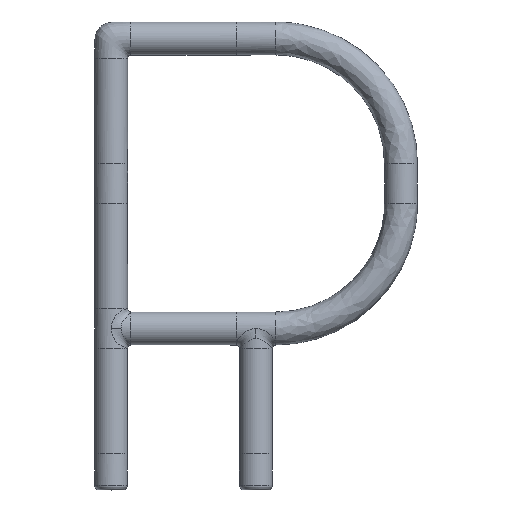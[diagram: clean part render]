
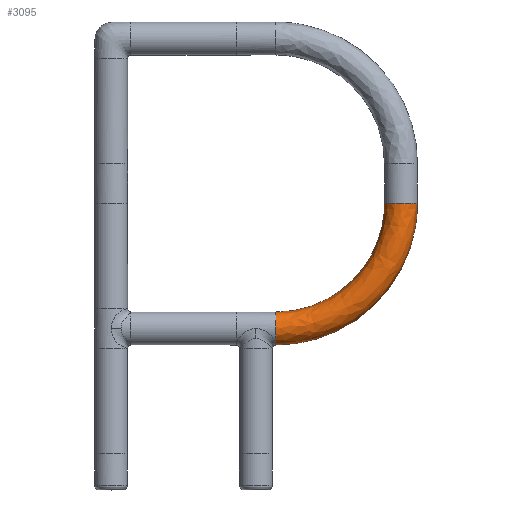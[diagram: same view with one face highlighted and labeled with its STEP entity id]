
A CAD part, top view. The second image highlights one B-rep face of the part: STEP entity #3095.
In plain terms, the highlighted free-form (B-spline) face has degree [2, 2] with [9, 9] control points.
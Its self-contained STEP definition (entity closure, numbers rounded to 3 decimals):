
#125=(
BOUNDED_SURFACE()
B_SPLINE_SURFACE(2,2,((#17321,#17322,#17323,#17324,#17325,#17326,#17327,
#17328,#17329),(#17330,#17331,#17332,#17333,#17334,#17335,#17336,#17337,
#17338),(#17339,#17340,#17341,#17342,#17343,#17344,#17345,#17346,#17347),
(#17348,#17349,#17350,#17351,#17352,#17353,#17354,#17355,#17356),(#17357,
#17358,#17359,#17360,#17361,#17362,#17363,#17364,#17365),(#17366,#17367,
#17368,#17369,#17370,#17371,#17372,#17373,#17374),(#17375,#17376,#17377,
#17378,#17379,#17380,#17381,#17382,#17383),(#17384,#17385,#17386,#17387,
#17388,#17389,#17390,#17391,#17392),(#17393,#17394,#17395,#17396,#17397,
#17398,#17399,#17400,#17401)),.UNSPECIFIED.,.T.,.F.,.F.)
B_SPLINE_SURFACE_WITH_KNOTS((3,2,2,2,3),(3,2,2,2,3),(0.,148.911,
297.823,446.734,595.646),(0.,19.635,
39.27,58.905,78.54),.UNSPECIFIED.)
GEOMETRIC_REPRESENTATION_ITEM()
RATIONAL_B_SPLINE_SURFACE(((1.,0.707,1.,0.707,1.,
0.707,1.,0.707,1.),(0.707,0.5,0.707,
0.5,0.707,0.5,0.707,0.5,0.707),(1.,
0.707,1.,0.707,1.,0.707,1.,0.707,
1.),(0.707,0.5,0.707,0.5,0.707,0.5,
0.707,0.5,0.707),(1.,0.707,1.,0.707,
1.,0.707,1.,0.707,1.),(0.707,0.5,0.707,
0.5,0.707,0.5,0.707,0.5,0.707),(1.,
0.707,1.,0.707,1.,0.707,1.,0.707,
1.),(0.707,0.5,0.707,0.5,0.707,0.5,
0.707,0.5,0.707),(1.,0.707,1.,0.707,
1.,0.707,1.,0.707,1.)))
REPRESENTATION_ITEM('')
SURFACE()
);
#3095=ADVANCED_FACE('',(#3415),#125,.T.);
#3415=FACE_OUTER_BOUND('',#3776,.T.);
#3776=EDGE_LOOP('',(#4892,#4893,#4894,#4895));
#4892=ORIENTED_EDGE('',*,*,#5835,.T.);
#4893=ORIENTED_EDGE('',*,*,#5734,.F.);
#4894=ORIENTED_EDGE('',*,*,#5636,.F.);
#4895=ORIENTED_EDGE('',*,*,#5737,.T.);
#5636=EDGE_CURVE('',#7101,#7106,#6272,.T.);
#5734=EDGE_CURVE('',#7106,#7186,#6315,.T.);
#5737=EDGE_CURVE('',#7101,#7187,#6316,.T.);
#5835=EDGE_CURVE('',#7187,#7186,#6359,.T.);
#6272=(
BOUNDED_CURVE()
B_SPLINE_CURVE(2,(#22566,#22567,#22568,#22569,#22570),.UNSPECIFIED.,.F.,
 .F.)
B_SPLINE_CURVE_WITH_KNOTS((3,2,3),(0.,25.,50.),
 .UNSPECIFIED.)
CURVE()
GEOMETRIC_REPRESENTATION_ITEM()
RATIONAL_B_SPLINE_CURVE((1.,0.707,1.,0.707,1.))
REPRESENTATION_ITEM('')
);
#6315=(
BOUNDED_CURVE()
B_SPLINE_CURVE(2,(#23306,#23307,#23308),.UNSPECIFIED.,.F.,.F.)
B_SPLINE_CURVE_WITH_KNOTS((3,3),(0.,129.227),.UNSPECIFIED.)
CURVE()
GEOMETRIC_REPRESENTATION_ITEM()
RATIONAL_B_SPLINE_CURVE((1.,0.707,1.))
REPRESENTATION_ITEM('')
);
#6316=(
BOUNDED_CURVE()
B_SPLINE_CURVE(2,(#23431,#23432,#23433),.UNSPECIFIED.,.F.,.F.)
B_SPLINE_CURVE_WITH_KNOTS((3,3),(148.934,297.801),
 .UNSPECIFIED.)
CURVE()
GEOMETRIC_REPRESENTATION_ITEM()
RATIONAL_B_SPLINE_CURVE((1.,0.707,1.))
REPRESENTATION_ITEM('')
);
#6359=(
BOUNDED_CURVE()
B_SPLINE_CURVE(2,(#24272,#24273,#24274,#24275,#24276),.UNSPECIFIED.,.F.,
 .F.)
B_SPLINE_CURVE_WITH_KNOTS((3,2,3),(-39.27,-19.635,
0.),.UNSPECIFIED.)
CURVE()
GEOMETRIC_REPRESENTATION_ITEM()
RATIONAL_B_SPLINE_CURVE((1.,0.707,1.,0.707,1.))
REPRESENTATION_ITEM('')
);
#7101=VERTEX_POINT('',#20693);
#7106=VERTEX_POINT('',#20698);
#7186=VERTEX_POINT('',#20778);
#7187=VERTEX_POINT('',#20779);
#17321=CARTESIAN_POINT('',(125.025,312.,0.));
#17322=CARTESIAN_POINT('',(125.025,312.,-12.5));
#17323=CARTESIAN_POINT('',(125.025,299.5,-12.5));
#17324=CARTESIAN_POINT('',(125.025,287.,-12.5));
#17325=CARTESIAN_POINT('',(125.025,287.,0.));
#17326=CARTESIAN_POINT('',(125.025,287.,12.5));
#17327=CARTESIAN_POINT('',(125.025,299.5,12.5));
#17328=CARTESIAN_POINT('',(125.025,312.,12.5));
#17329=CARTESIAN_POINT('',(125.025,312.,0.));
#17330=CARTESIAN_POINT('',(232.325,312.,0.));
#17331=CARTESIAN_POINT('',(232.325,312.,-12.5));
#17332=CARTESIAN_POINT('',(219.825,299.5,-12.5));
#17333=CARTESIAN_POINT('',(207.325,287.,-12.5));
#17334=CARTESIAN_POINT('',(207.325,287.,0.));
#17335=CARTESIAN_POINT('',(207.325,287.,12.5));
#17336=CARTESIAN_POINT('',(219.825,299.5,12.5));
#17337=CARTESIAN_POINT('',(232.325,312.,12.5));
#17338=CARTESIAN_POINT('',(232.325,312.,0.));
#17339=CARTESIAN_POINT('',(232.325,204.7,0.));
#17340=CARTESIAN_POINT('',(232.325,204.7,-12.5));
#17341=CARTESIAN_POINT('',(219.825,204.7,-12.5));
#17342=CARTESIAN_POINT('',(207.325,204.7,-12.5));
#17343=CARTESIAN_POINT('',(207.325,204.7,0.));
#17344=CARTESIAN_POINT('',(207.325,204.7,12.5));
#17345=CARTESIAN_POINT('',(219.825,204.7,12.5));
#17346=CARTESIAN_POINT('',(232.325,204.7,12.5));
#17347=CARTESIAN_POINT('',(232.325,204.7,0.));
#17348=CARTESIAN_POINT('',(232.325,97.4,0.));
#17349=CARTESIAN_POINT('',(232.325,97.4,-12.5));
#17350=CARTESIAN_POINT('',(219.825,109.9,-12.5));
#17351=CARTESIAN_POINT('',(207.325,122.4,-12.5));
#17352=CARTESIAN_POINT('',(207.325,122.4,0.));
#17353=CARTESIAN_POINT('',(207.325,122.4,12.5));
#17354=CARTESIAN_POINT('',(219.825,109.9,12.5));
#17355=CARTESIAN_POINT('',(232.325,97.4,12.5));
#17356=CARTESIAN_POINT('',(232.325,97.4,0.));
#17357=CARTESIAN_POINT('',(125.025,97.4,0.));
#17358=CARTESIAN_POINT('',(125.025,97.4,-12.5));
#17359=CARTESIAN_POINT('',(125.025,109.9,-12.5));
#17360=CARTESIAN_POINT('',(125.025,122.4,-12.5));
#17361=CARTESIAN_POINT('',(125.025,122.4,0.));
#17362=CARTESIAN_POINT('',(125.025,122.4,12.5));
#17363=CARTESIAN_POINT('',(125.025,109.9,12.5));
#17364=CARTESIAN_POINT('',(125.025,97.4,12.5));
#17365=CARTESIAN_POINT('',(125.025,97.4,0.));
#17366=CARTESIAN_POINT('',(17.725,97.4,0.));
#17367=CARTESIAN_POINT('',(17.725,97.4,-12.5));
#17368=CARTESIAN_POINT('',(30.225,109.9,-12.5));
#17369=CARTESIAN_POINT('',(42.725,122.4,-12.5));
#17370=CARTESIAN_POINT('',(42.725,122.4,0.));
#17371=CARTESIAN_POINT('',(42.725,122.4,12.5));
#17372=CARTESIAN_POINT('',(30.225,109.9,12.5));
#17373=CARTESIAN_POINT('',(17.725,97.4,12.5));
#17374=CARTESIAN_POINT('',(17.725,97.4,0.));
#17375=CARTESIAN_POINT('',(17.725,204.7,0.));
#17376=CARTESIAN_POINT('',(17.725,204.7,-12.5));
#17377=CARTESIAN_POINT('',(30.225,204.7,-12.5));
#17378=CARTESIAN_POINT('',(42.725,204.7,-12.5));
#17379=CARTESIAN_POINT('',(42.725,204.7,0.));
#17380=CARTESIAN_POINT('',(42.725,204.7,12.5));
#17381=CARTESIAN_POINT('',(30.225,204.7,12.5));
#17382=CARTESIAN_POINT('',(17.725,204.7,12.5));
#17383=CARTESIAN_POINT('',(17.725,204.7,0.));
#17384=CARTESIAN_POINT('',(17.725,312.,0.));
#17385=CARTESIAN_POINT('',(17.725,312.,-12.5));
#17386=CARTESIAN_POINT('',(30.225,299.5,-12.5));
#17387=CARTESIAN_POINT('',(42.725,287.,-12.5));
#17388=CARTESIAN_POINT('',(42.725,287.,0.));
#17389=CARTESIAN_POINT('',(42.725,287.,12.5));
#17390=CARTESIAN_POINT('',(30.225,299.5,12.5));
#17391=CARTESIAN_POINT('',(17.725,312.,12.5));
#17392=CARTESIAN_POINT('',(17.725,312.,0.));
#17393=CARTESIAN_POINT('',(125.025,312.,0.));
#17394=CARTESIAN_POINT('',(125.025,312.,-12.5));
#17395=CARTESIAN_POINT('',(125.025,299.5,-12.5));
#17396=CARTESIAN_POINT('',(125.025,287.,-12.5));
#17397=CARTESIAN_POINT('',(125.025,287.,0.));
#17398=CARTESIAN_POINT('',(125.025,287.,12.5));
#17399=CARTESIAN_POINT('',(125.025,299.5,12.5));
#17400=CARTESIAN_POINT('',(125.025,312.,12.5));
#17401=CARTESIAN_POINT('',(125.025,312.,0.));
#20693=CARTESIAN_POINT('',(124.95,97.4,0.));
#20698=CARTESIAN_POINT('',(124.975,122.4,0.));
#20778=CARTESIAN_POINT('',(207.325,204.75,0.));
#20779=CARTESIAN_POINT('',(232.325,204.75,0.));
#22566=CARTESIAN_POINT('',(124.95,97.4,0.));
#22567=CARTESIAN_POINT('',(124.95,97.4,12.5));
#22568=CARTESIAN_POINT('',(124.962,109.9,12.5));
#22569=CARTESIAN_POINT('',(124.975,122.4,12.5));
#22570=CARTESIAN_POINT('',(124.975,122.4,0.));
#23306=CARTESIAN_POINT('',(124.975,122.4,0.));
#23307=CARTESIAN_POINT('',(207.3,122.425,0.));
#23308=CARTESIAN_POINT('',(207.325,204.75,0.));
#23431=CARTESIAN_POINT('',(124.95,97.4,0.));
#23432=CARTESIAN_POINT('',(232.287,97.413,0.));
#23433=CARTESIAN_POINT('',(232.325,204.75,0.));
#24272=CARTESIAN_POINT('',(232.325,204.75,0.));
#24273=CARTESIAN_POINT('',(232.325,204.75,12.5));
#24274=CARTESIAN_POINT('',(219.825,204.75,12.5));
#24275=CARTESIAN_POINT('',(207.325,204.75,12.5));
#24276=CARTESIAN_POINT('',(207.325,204.75,0.));
